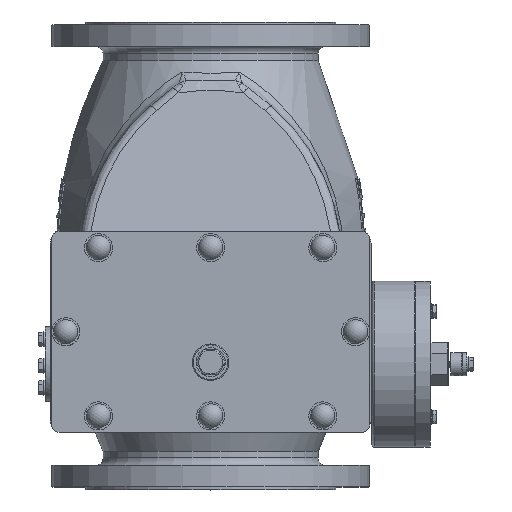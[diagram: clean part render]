
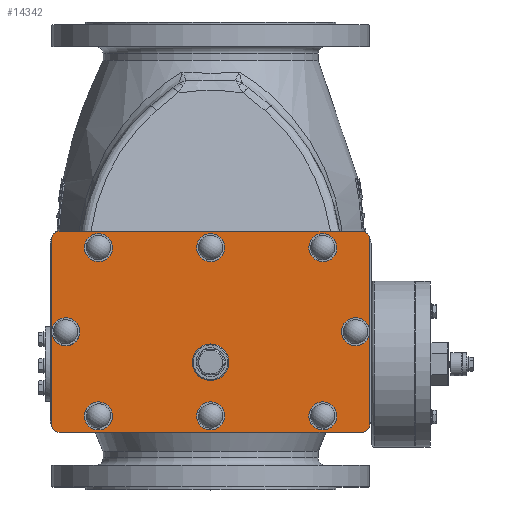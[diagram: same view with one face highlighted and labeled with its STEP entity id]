
A CAD part, top view. The second image highlights one B-rep face of the part: STEP entity #14342.
In plain terms, the highlighted planar face has unit normal (0, 0, 1).
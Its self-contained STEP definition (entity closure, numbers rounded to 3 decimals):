
#1013=LINE('',#20428,#1719);
#1014=LINE('',#20431,#1720);
#1015=LINE('',#20435,#1721);
#1016=LINE('',#20438,#1722);
#1017=LINE('',#20440,#1723);
#1018=LINE('',#20443,#1724);
#1719=VECTOR('',#16859,10.);
#1720=VECTOR('',#16862,10.);
#1721=VECTOR('',#16865,10.);
#1722=VECTOR('',#16868,10.);
#1723=VECTOR('',#16869,10.);
#1724=VECTOR('',#16872,10.);
#2461=PLANE('',#15288);
#3734=FACE_BOUND('',#4894,.T.);
#3735=FACE_BOUND('',#4895,.T.);
#3736=FACE_BOUND('',#4896,.T.);
#3737=FACE_BOUND('',#4897,.T.);
#3738=FACE_BOUND('',#4898,.T.);
#3739=FACE_BOUND('',#4899,.T.);
#3740=FACE_BOUND('',#4900,.T.);
#3998=FACE_OUTER_BOUND('',#4893,.T.);
#4893=EDGE_LOOP('',(#10207,#10208,#10209,#10210,#10211,#10212,#10213,#10214,
#10215,#10216,#10217,#10218));
#4894=EDGE_LOOP('',(#10219));
#4895=EDGE_LOOP('',(#10220));
#4896=EDGE_LOOP('',(#10221));
#4897=EDGE_LOOP('',(#10222));
#4898=EDGE_LOOP('',(#10223));
#4899=EDGE_LOOP('',(#10224));
#4900=EDGE_LOOP('',(#10225));
#5976=CIRCLE('',#15281,19.5);
#5978=CIRCLE('',#15284,15.);
#5980=CIRCLE('',#15289,8.);
#5981=CIRCLE('',#15290,15.);
#5982=CIRCLE('',#15291,8.);
#5983=CIRCLE('',#15292,8.);
#5984=CIRCLE('',#15293,8.);
#5985=CIRCLE('',#15294,15.);
#5986=CIRCLE('',#15295,15.);
#5987=CIRCLE('',#15296,15.);
#5988=CIRCLE('',#15297,15.);
#5989=CIRCLE('',#15298,15.);
#5990=CIRCLE('',#15299,15.);
#6669=VERTEX_POINT('',#20412);
#6671=VERTEX_POINT('',#20417);
#6673=VERTEX_POINT('',#20424);
#6674=VERTEX_POINT('',#20425);
#6675=VERTEX_POINT('',#20427);
#6676=VERTEX_POINT('',#20430);
#6677=VERTEX_POINT('',#20432);
#6678=VERTEX_POINT('',#20434);
#6679=VERTEX_POINT('',#20436);
#6680=VERTEX_POINT('',#20439);
#6681=VERTEX_POINT('',#20441);
#6682=VERTEX_POINT('',#20444);
#6683=VERTEX_POINT('',#20446);
#6684=VERTEX_POINT('',#20448);
#6685=VERTEX_POINT('',#20450);
#6686=VERTEX_POINT('',#20452);
#6687=VERTEX_POINT('',#20454);
#8073=EDGE_CURVE('',#6669,#6669,#5976,.T.);
#8075=EDGE_CURVE('',#6671,#6671,#5978,.T.);
#8077=EDGE_CURVE('',#6673,#6674,#5980,.T.);
#8078=EDGE_CURVE('',#6675,#6673,#1013,.T.);
#8079=EDGE_CURVE('',#6675,#6675,#5981,.T.);
#8080=EDGE_CURVE('',#6676,#6675,#1014,.T.);
#8081=EDGE_CURVE('',#6677,#6676,#5982,.T.);
#8082=EDGE_CURVE('',#6678,#6677,#1015,.T.);
#8083=EDGE_CURVE('',#6679,#6678,#5983,.T.);
#8084=EDGE_CURVE('',#6671,#6679,#1016,.T.);
#8085=EDGE_CURVE('',#6680,#6671,#1017,.T.);
#8086=EDGE_CURVE('',#6681,#6680,#5984,.T.);
#8087=EDGE_CURVE('',#6674,#6681,#1018,.T.);
#8088=EDGE_CURVE('',#6682,#6682,#5985,.T.);
#8089=EDGE_CURVE('',#6683,#6683,#5986,.T.);
#8090=EDGE_CURVE('',#6684,#6684,#5987,.T.);
#8091=EDGE_CURVE('',#6685,#6685,#5988,.T.);
#8092=EDGE_CURVE('',#6686,#6686,#5989,.T.);
#8093=EDGE_CURVE('',#6687,#6687,#5990,.T.);
#10207=ORIENTED_EDGE('',*,*,#8077,.F.);
#10208=ORIENTED_EDGE('',*,*,#8078,.F.);
#10209=ORIENTED_EDGE('',*,*,#8079,.T.);
#10210=ORIENTED_EDGE('',*,*,#8080,.F.);
#10211=ORIENTED_EDGE('',*,*,#8081,.F.);
#10212=ORIENTED_EDGE('',*,*,#8082,.F.);
#10213=ORIENTED_EDGE('',*,*,#8083,.F.);
#10214=ORIENTED_EDGE('',*,*,#8084,.F.);
#10215=ORIENTED_EDGE('',*,*,#8075,.T.);
#10216=ORIENTED_EDGE('',*,*,#8085,.F.);
#10217=ORIENTED_EDGE('',*,*,#8086,.F.);
#10218=ORIENTED_EDGE('',*,*,#8087,.F.);
#10219=ORIENTED_EDGE('',*,*,#8073,.T.);
#10220=ORIENTED_EDGE('',*,*,#8088,.T.);
#10221=ORIENTED_EDGE('',*,*,#8089,.T.);
#10222=ORIENTED_EDGE('',*,*,#8090,.T.);
#10223=ORIENTED_EDGE('',*,*,#8091,.T.);
#10224=ORIENTED_EDGE('',*,*,#8092,.T.);
#10225=ORIENTED_EDGE('',*,*,#8093,.T.);
#14342=ADVANCED_FACE('',(#3998,#3734,#3735,#3736,#3737,#3738,#3739,#3740),
#2461,.T.);
#15281=AXIS2_PLACEMENT_3D('',#20413,#16841,#16842);
#15284=AXIS2_PLACEMENT_3D('',#20418,#16847,#16848);
#15288=AXIS2_PLACEMENT_3D('',#20423,#16855,#16856);
#15289=AXIS2_PLACEMENT_3D('',#20426,#16857,#16858);
#15290=AXIS2_PLACEMENT_3D('',#20429,#16860,#16861);
#15291=AXIS2_PLACEMENT_3D('',#20433,#16863,#16864);
#15292=AXIS2_PLACEMENT_3D('',#20437,#16866,#16867);
#15293=AXIS2_PLACEMENT_3D('',#20442,#16870,#16871);
#15294=AXIS2_PLACEMENT_3D('',#20445,#16873,#16874);
#15295=AXIS2_PLACEMENT_3D('',#20447,#16875,#16876);
#15296=AXIS2_PLACEMENT_3D('',#20449,#16877,#16878);
#15297=AXIS2_PLACEMENT_3D('',#20451,#16879,#16880);
#15298=AXIS2_PLACEMENT_3D('',#20453,#16881,#16882);
#15299=AXIS2_PLACEMENT_3D('',#20455,#16883,#16884);
#16841=DIRECTION('center_axis',(0.,0.,-1.));
#16842=DIRECTION('ref_axis',(-1.,0.,0.));
#16847=DIRECTION('center_axis',(0.,0.,-1.));
#16848=DIRECTION('ref_axis',(-0.827,0.563,0.));
#16855=DIRECTION('center_axis',(0.,0.,1.));
#16856=DIRECTION('ref_axis',(1.,0.,0.));
#16857=DIRECTION('center_axis',(0.,0.,-1.));
#16858=DIRECTION('ref_axis',(0.,1.,0.));
#16859=DIRECTION('',(0.,1.,0.));
#16860=DIRECTION('center_axis',(0.,0.,-1.));
#16861=DIRECTION('ref_axis',(-0.827,0.563,0.));
#16862=DIRECTION('',(0.,1.,0.));
#16863=DIRECTION('center_axis',(0.,0.,-1.));
#16864=DIRECTION('ref_axis',(-1.,0.,0.));
#16865=DIRECTION('',(-1.,0.,0.));
#16866=DIRECTION('center_axis',(0.,0.,-1.));
#16867=DIRECTION('ref_axis',(0.,-1.,0.));
#16868=DIRECTION('',(0.,-1.,0.));
#16869=DIRECTION('',(0.,-1.,0.));
#16870=DIRECTION('center_axis',(0.,0.,-1.));
#16871=DIRECTION('ref_axis',(1.,0.,0.));
#16872=DIRECTION('',(1.,0.,0.));
#16873=DIRECTION('center_axis',(0.,0.,-1.));
#16874=DIRECTION('ref_axis',(-0.827,0.563,0.));
#16875=DIRECTION('center_axis',(0.,0.,-1.));
#16876=DIRECTION('ref_axis',(-0.827,0.563,0.));
#16877=DIRECTION('center_axis',(0.,0.,-1.));
#16878=DIRECTION('ref_axis',(-0.827,0.563,0.));
#16879=DIRECTION('center_axis',(0.,0.,-1.));
#16880=DIRECTION('ref_axis',(-0.827,0.563,0.));
#16881=DIRECTION('center_axis',(0.,0.,-1.));
#16882=DIRECTION('ref_axis',(-0.827,0.563,0.));
#16883=DIRECTION('center_axis',(0.,0.,-1.));
#16884=DIRECTION('ref_axis',(-0.827,0.563,0.));
#20412=CARTESIAN_POINT('',(19.5,-114.,240.));
#20413=CARTESIAN_POINT('Origin',(0.,-114.,
240.));
#20417=CARTESIAN_POINT('',(170.,-81.5,240.));
#20418=CARTESIAN_POINT('Origin',(155.,-81.5,240.));
#20423=CARTESIAN_POINT('Origin',(0.,-81.5,
240.));
#20424=CARTESIAN_POINT('',(-170.,18.,240.));
#20425=CARTESIAN_POINT('',(-162.,26.,240.));
#20426=CARTESIAN_POINT('Origin',(-162.,18.,240.));
#20427=CARTESIAN_POINT('',(-170.,-81.5,240.));
#20428=CARTESIAN_POINT('',(-170.,18.,240.));
#20429=CARTESIAN_POINT('Origin',(-155.,-81.5,240.));
#20430=CARTESIAN_POINT('',(-170.,-181.,240.));
#20431=CARTESIAN_POINT('',(-170.,18.,240.));
#20432=CARTESIAN_POINT('',(-162.,-189.,240.));
#20433=CARTESIAN_POINT('Origin',(-162.,-181.,240.));
#20434=CARTESIAN_POINT('',(162.,-189.,240.));
#20435=CARTESIAN_POINT('',(-162.,-189.,240.));
#20436=CARTESIAN_POINT('',(170.,-181.,240.));
#20437=CARTESIAN_POINT('Origin',(162.,-181.,240.));
#20438=CARTESIAN_POINT('',(170.,-181.,240.));
#20439=CARTESIAN_POINT('',(170.,18.,240.));
#20440=CARTESIAN_POINT('',(170.,-181.,240.));
#20441=CARTESIAN_POINT('',(162.,26.,240.));
#20442=CARTESIAN_POINT('Origin',(162.,18.,240.));
#20443=CARTESIAN_POINT('',(162.,26.,240.));
#20444=CARTESIAN_POINT('',(-132.402,16.938,240.));
#20445=CARTESIAN_POINT('Origin',(-120.,8.5,240.));
#20446=CARTESIAN_POINT('',(-132.402,-163.062,240.));
#20447=CARTESIAN_POINT('Origin',(-120.,-171.5,240.));
#20448=CARTESIAN_POINT('',(107.598,-163.062,240.));
#20449=CARTESIAN_POINT('Origin',(120.,-171.5,240.));
#20450=CARTESIAN_POINT('',(-12.402,-163.062,240.));
#20451=CARTESIAN_POINT('Origin',(0.,-171.5,
240.));
#20452=CARTESIAN_POINT('',(-12.402,16.938,240.));
#20453=CARTESIAN_POINT('Origin',(0.,8.5,
240.));
#20454=CARTESIAN_POINT('',(107.598,16.938,240.));
#20455=CARTESIAN_POINT('Origin',(120.,8.5,240.));
